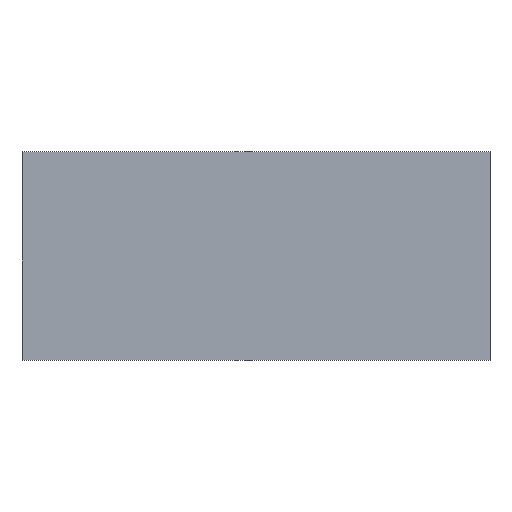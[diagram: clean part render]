
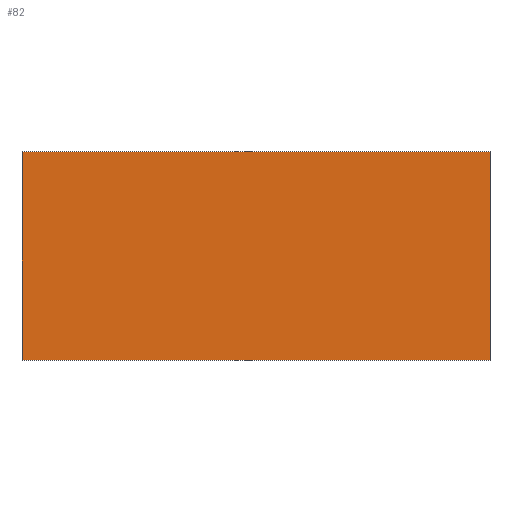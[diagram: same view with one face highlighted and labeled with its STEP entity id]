
A CAD part, top view. The second image highlights one B-rep face of the part: STEP entity #82.
In plain terms, the highlighted planar face has unit normal (0, 0, 1).
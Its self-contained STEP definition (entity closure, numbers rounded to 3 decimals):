
#82 = ADVANCED_FACE( '', ( #95 ), #96, .T. );
#95 = FACE_OUTER_BOUND( '', #107, .T. );
#96 = PLANE( '', #108 );
#107 = EDGE_LOOP( '', ( #144, #145, #146, #147 ) );
#108 = AXIS2_PLACEMENT_3D( '', #148, #149, #150 );
#144 = ORIENTED_EDGE( '', *, *, #153, .T. );
#145 = ORIENTED_EDGE( '', *, *, #159, .T. );
#146 = ORIENTED_EDGE( '', *, *, #161, .T. );
#147 = ORIENTED_EDGE( '', *, *, #162, .T. );
#148 = CARTESIAN_POINT( '', ( -65., 29., 6. ) );
#149 = DIRECTION( '', ( 0., 0., 1. ) );
#150 = DIRECTION( '', ( 1., 0., 0. ) );
#153 = EDGE_CURVE( '', #168, #166, #169, .T. );
#159 = EDGE_CURVE( '', #166, #176, #178, .T. );
#161 = EDGE_CURVE( '', #176, #179, #181, .T. );
#162 = EDGE_CURVE( '', #179, #168, #182, .T. );
#166 = VERTEX_POINT( '', #187 );
#168 = VERTEX_POINT( '', #190 );
#169 = LINE( '', #191, #192 );
#176 = VERTEX_POINT( '', #203 );
#178 = LINE( '', #206, #207 );
#179 = VERTEX_POINT( '', #208 );
#181 = LINE( '', #211, #212 );
#182 = LINE( '', #213, #214 );
#187 = CARTESIAN_POINT( '', ( -65., 29., 6. ) );
#190 = CARTESIAN_POINT( '', ( 65., 29., 6. ) );
#191 = CARTESIAN_POINT( '', ( 65., 29., 6. ) );
#192 = VECTOR( '', #217, 1000. );
#203 = CARTESIAN_POINT( '', ( -65., -29., 6. ) );
#206 = CARTESIAN_POINT( '', ( -65., 29., 6. ) );
#207 = VECTOR( '', #223, 1000. );
#208 = CARTESIAN_POINT( '', ( 65., -29., 6. ) );
#211 = CARTESIAN_POINT( '', ( -65., -29., 6. ) );
#212 = VECTOR( '', #225, 1000. );
#213 = CARTESIAN_POINT( '', ( 65., -29., 6. ) );
#214 = VECTOR( '', #226, 1000. );
#217 = DIRECTION( '', ( -1., 0., 0. ) );
#223 = DIRECTION( '', ( 0., -1., 0. ) );
#225 = DIRECTION( '', ( 1., 0., 0. ) );
#226 = DIRECTION( '', ( 0., 1., 0. ) );
